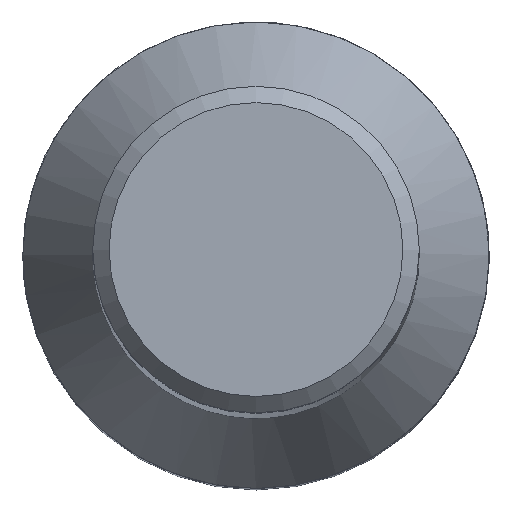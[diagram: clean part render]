
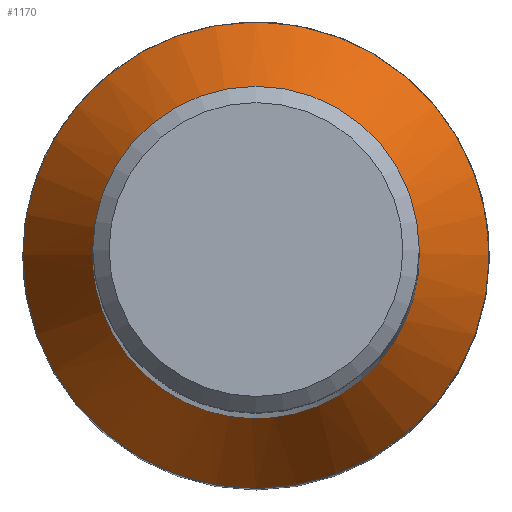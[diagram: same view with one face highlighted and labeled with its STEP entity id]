
A CAD part, top view. The second image highlights one B-rep face of the part: STEP entity #1170.
In plain terms, the highlighted free-form (B-spline) face has degree [2, 1] with [9, 2] control points.
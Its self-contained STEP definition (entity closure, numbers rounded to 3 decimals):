
#660 = CARTESIAN_POINT ('', (-3.5, 0., -67.402));
#670 = VERTEX_POINT ('', #660);
#680 = CARTESIAN_POINT ('', (-5., 0., -70.));
#690 = VERTEX_POINT ('', #680);
#700 = CARTESIAN_POINT ('', (-3.5, 0., -67.402));
#710 = DIRECTION ('', (-1.5, 0., -2.598));
#720 = VECTOR ('', #710, 3.);
#730 = LINE ('', #700, #720);
#740 = EDGE_CURVE ('', #670, #690, #730, .T.);
#750 = ORIENTED_EDGE ('', *, *, #740, .F.);
#760 = CARTESIAN_POINT ('', (-3.5, 0., -67.402));
#770 = CARTESIAN_POINT ('', (-3.5, 3.5, -67.402));
#780 = CARTESIAN_POINT ('', (0., 3.5, -67.402));
#790 = CARTESIAN_POINT ('', (3.5, 3.5, -67.402));
#800 = CARTESIAN_POINT ('', (3.5, 0., -67.402));
#810 = CARTESIAN_POINT ('', (3.5, -3.5, -67.402));
#820 = CARTESIAN_POINT ('', (0., -3.5, -67.402));
#830 = CARTESIAN_POINT ('', (-3.5, -3.5, -67.402));
#840 = CARTESIAN_POINT ('', (-3.5, 0., -67.402));
#850 = (
   BOUNDED_CURVE ()
   B_SPLINE_CURVE (2, (#760, #770, #780, #790, #800, #810, #820, #830, #840), .UNSPECIFIED., .T., .U.)
   B_SPLINE_CURVE_WITH_KNOTS ((3, 2, 2, 2, 3), (0., 0.25, 0.5, 0.75, 1.), .UNSPECIFIED.)
   CURVE ()
   GEOMETRIC_REPRESENTATION_ITEM ()
   RATIONAL_B_SPLINE_CURVE ((1., 0.707, 1., 0.707, 1., 0.707, 1., 0.707, 1.))
   REPRESENTATION_ITEM ('')
);
#860 = EDGE_CURVE ('', #670, #670, #850, .T.);
#870 = ORIENTED_EDGE ('', *, *, #860, .T.);
#880 = ORIENTED_EDGE ('', *, *, #740, .T.);
#890 = CARTESIAN_POINT ('', (0., 0., -70.));
#900 = DIRECTION ('', (0., 0., -1.));
#910 = DIRECTION ('', (-1., 0., 0.));
#920 = AXIS2_PLACEMENT_3D ('', #890, #900, #910);
#930 = CIRCLE ('', #920, 5.);
#940 = EDGE_CURVE ('', #690, #690, #930, .T.);
#950 = ORIENTED_EDGE ('', *, *, #940, .F.);
#960 = EDGE_LOOP ('', (#750, #870, #880, #950));
#970 = FACE_OUTER_BOUND ('', #960, .T.);
#980 = CARTESIAN_POINT ('', (-3.5, 0., -67.402));
#990 = CARTESIAN_POINT ('', (-5., 0., -70.));
#1000 = CARTESIAN_POINT ('', (-3.5, 3.5, -67.402));
#1010 = CARTESIAN_POINT ('', (-5., 5., -70.));
#1020 = CARTESIAN_POINT ('', (0., 3.5, -67.402));
#1030 = CARTESIAN_POINT ('', (0., 5., -70.));
#1040 = CARTESIAN_POINT ('', (3.5, 3.5, -67.402));
#1050 = CARTESIAN_POINT ('', (5., 5., -70.));
#1060 = CARTESIAN_POINT ('', (3.5, 0., -67.402));
#1070 = CARTESIAN_POINT ('', (5., 0., -70.));
#1080 = CARTESIAN_POINT ('', (3.5, -3.5, -67.402));
#1090 = CARTESIAN_POINT ('', (5., -5., -70.));
#1100 = CARTESIAN_POINT ('', (0., -3.5, -67.402));
#1110 = CARTESIAN_POINT ('', (0., -5., -70.));
#1120 = CARTESIAN_POINT ('', (-3.5, -3.5, -67.402));
#1130 = CARTESIAN_POINT ('', (-5., -5., -70.));
#1140 = CARTESIAN_POINT ('', (-3.5, 0., -67.402));
#1150 = CARTESIAN_POINT ('', (-5., 0., -70.));
#1160 = (
   BOUNDED_SURFACE ()
   B_SPLINE_SURFACE (2, 1, ((#980, #990), (#1000, #1010), (#1020, #1030), (#1040, #1050), (#1060, #1070), (#1080, #1090), (#1100, #1110), (#1120, #1130), (#1140, #1150)), .UNSPECIFIED., .T., .F., .U.)
   B_SPLINE_SURFACE_WITH_KNOTS ((3, 2, 2, 2, 3), (2, 2), (0., 0.25, 0.5, 0.75, 1.), (0., 1.), .UNSPECIFIED.)
   SURFACE ()
   GEOMETRIC_REPRESENTATION_ITEM ()
   RATIONAL_B_SPLINE_SURFACE (((1., 1.), (0.707, 0.707), (1., 1.), (0.707, 0.707), (1., 1.), (0.707, 0.707), (1., 1.), (0.707, 0.707), (1., 1.)))
   REPRESENTATION_ITEM ('')
);
#1170 = ADVANCED_FACE ('', (#970), #1160, .T.);
